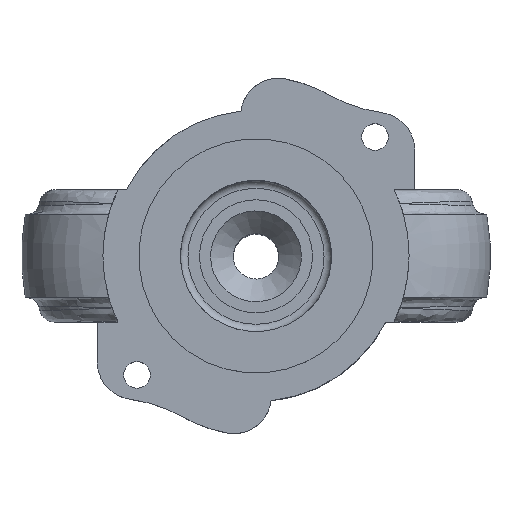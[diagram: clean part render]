
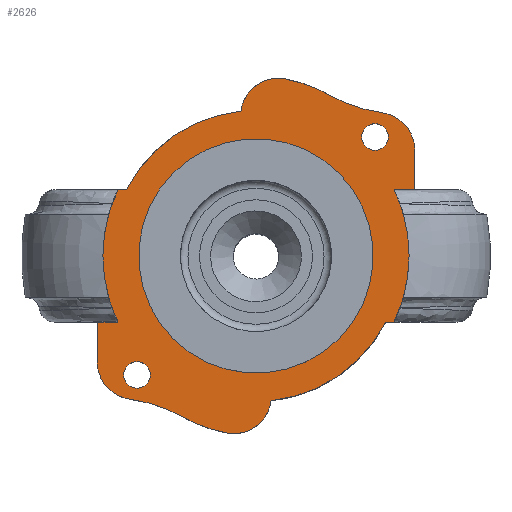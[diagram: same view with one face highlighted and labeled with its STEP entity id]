
A CAD part, top view. The second image highlights one B-rep face of the part: STEP entity #2626.
In plain terms, the highlighted planar face has unit normal (0, 0, 1).
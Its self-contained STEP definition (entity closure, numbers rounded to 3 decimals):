
#217=FACE_BOUND('',#527,.T.);
#218=FACE_BOUND('',#528,.T.);
#219=FACE_BOUND('',#529,.T.);
#251=PLANE('',#2907);
#367=FACE_OUTER_BOUND('',#526,.T.);
#526=EDGE_LOOP('',(#2126,#2127,#2128,#2129,#2130,#2131,#2132,#2133,#2134,
#2135,#2136,#2137,#2138,#2139,#2140,#2141,#2142,#2143,#2144,#2145,#2146,
#2147));
#527=EDGE_LOOP('',(#2148));
#528=EDGE_LOOP('',(#2149,#2150));
#529=EDGE_LOOP('',(#2151,#2152));
#609=LINE('',#5035,#699);
#616=LINE('',#5443,#706);
#622=LINE('',#5464,#712);
#627=LINE('',#5504,#717);
#635=LINE('',#5854,#725);
#636=LINE('',#5857,#726);
#637=LINE('',#5866,#727);
#638=LINE('',#5869,#728);
#699=VECTOR('',#3386,10.);
#706=VECTOR('',#3427,10.);
#712=VECTOR('',#3443,10.);
#717=VECTOR('',#3450,10.);
#725=VECTOR('',#3478,10.);
#726=VECTOR('',#3481,10.);
#727=VECTOR('',#3490,10.);
#728=VECTOR('',#3493,10.);
#752=CIRCLE('',#2688,15.5);
#813=CIRCLE('',#2778,1.75);
#814=CIRCLE('',#2779,1.75);
#816=CIRCLE('',#2782,1.75);
#817=CIRCLE('',#2783,1.75);
#857=CIRCLE('',#2848,19.247);
#865=CIRCLE('',#2857,19.247);
#881=CIRCLE('',#2879,20.25);
#886=CIRCLE('',#2886,20.25);
#890=CIRCLE('',#2898,22.);
#895=CIRCLE('',#2908,5.);
#896=CIRCLE('',#2909,20.);
#897=CIRCLE('',#2910,20.);
#898=CIRCLE('',#2911,5.);
#899=CIRCLE('',#2912,22.);
#900=CIRCLE('',#2913,5.);
#901=CIRCLE('',#2914,20.);
#902=CIRCLE('',#2915,20.);
#903=CIRCLE('',#2916,5.);
#924=VERTEX_POINT('',#3639);
#978=VERTEX_POINT('',#3795);
#979=VERTEX_POINT('',#3796);
#981=VERTEX_POINT('',#3803);
#982=VERTEX_POINT('',#3804);
#1046=VERTEX_POINT('',#4155);
#1047=VERTEX_POINT('',#4157);
#1067=VERTEX_POINT('',#4346);
#1068=VERTEX_POINT('',#4348);
#1104=VERTEX_POINT('',#5033);
#1111=VERTEX_POINT('',#5077);
#1120=VERTEX_POINT('',#5311);
#1121=VERTEX_POINT('',#5322);
#1129=VERTEX_POINT('',#5461);
#1130=VERTEX_POINT('',#5463);
#1135=VERTEX_POINT('',#5501);
#1136=VERTEX_POINT('',#5503);
#1140=VERTEX_POINT('',#5539);
#1149=VERTEX_POINT('',#5856);
#1150=VERTEX_POINT('',#5858);
#1151=VERTEX_POINT('',#5860);
#1152=VERTEX_POINT('',#5862);
#1153=VERTEX_POINT('',#5865);
#1154=VERTEX_POINT('',#5868);
#1155=VERTEX_POINT('',#5870);
#1156=VERTEX_POINT('',#5872);
#1157=VERTEX_POINT('',#5874);
#1182=EDGE_CURVE('',#924,#924,#752,.T.);
#1255=EDGE_CURVE('',#978,#979,#813,.T.);
#1256=EDGE_CURVE('',#979,#978,#814,.T.);
#1259=EDGE_CURVE('',#981,#982,#816,.T.);
#1260=EDGE_CURVE('',#982,#981,#817,.T.);
#1348=EDGE_CURVE('',#1046,#1047,#857,.T.);
#1373=EDGE_CURVE('',#1067,#1068,#865,.T.);
#1426=EDGE_CURVE('',#1104,#1067,#609,.T.);
#1436=EDGE_CURVE('',#1111,#1104,#881,.T.);
#1452=EDGE_CURVE('',#1120,#1121,#886,.T.);
#1463=EDGE_CURVE('',#1121,#1046,#616,.T.);
#1471=EDGE_CURVE('',#1130,#1129,#622,.T.);
#1478=EDGE_CURVE('',#1136,#1135,#627,.T.);
#1483=EDGE_CURVE('',#1130,#1140,#890,.T.);
#1499=EDGE_CURVE('',#1120,#1140,#635,.T.);
#1500=EDGE_CURVE('',#1129,#1149,#636,.T.);
#1501=EDGE_CURVE('',#1149,#1150,#895,.T.);
#1502=EDGE_CURVE('',#1150,#1151,#896,.T.);
#1503=EDGE_CURVE('',#1151,#1152,#897,.T.);
#1504=EDGE_CURVE('',#1152,#1068,#898,.T.);
#1505=EDGE_CURVE('',#1111,#1153,#637,.T.);
#1506=EDGE_CURVE('',#1136,#1153,#899,.T.);
#1507=EDGE_CURVE('',#1135,#1154,#638,.T.);
#1508=EDGE_CURVE('',#1154,#1155,#900,.T.);
#1509=EDGE_CURVE('',#1155,#1156,#901,.T.);
#1510=EDGE_CURVE('',#1156,#1157,#902,.T.);
#1511=EDGE_CURVE('',#1157,#1047,#903,.T.);
#2126=ORIENTED_EDGE('',*,*,#1483,.F.);
#2127=ORIENTED_EDGE('',*,*,#1471,.T.);
#2128=ORIENTED_EDGE('',*,*,#1500,.T.);
#2129=ORIENTED_EDGE('',*,*,#1501,.T.);
#2130=ORIENTED_EDGE('',*,*,#1502,.T.);
#2131=ORIENTED_EDGE('',*,*,#1503,.T.);
#2132=ORIENTED_EDGE('',*,*,#1504,.T.);
#2133=ORIENTED_EDGE('',*,*,#1373,.F.);
#2134=ORIENTED_EDGE('',*,*,#1426,.F.);
#2135=ORIENTED_EDGE('',*,*,#1436,.F.);
#2136=ORIENTED_EDGE('',*,*,#1505,.T.);
#2137=ORIENTED_EDGE('',*,*,#1506,.F.);
#2138=ORIENTED_EDGE('',*,*,#1478,.T.);
#2139=ORIENTED_EDGE('',*,*,#1507,.T.);
#2140=ORIENTED_EDGE('',*,*,#1508,.T.);
#2141=ORIENTED_EDGE('',*,*,#1509,.T.);
#2142=ORIENTED_EDGE('',*,*,#1510,.T.);
#2143=ORIENTED_EDGE('',*,*,#1511,.T.);
#2144=ORIENTED_EDGE('',*,*,#1348,.F.);
#2145=ORIENTED_EDGE('',*,*,#1463,.F.);
#2146=ORIENTED_EDGE('',*,*,#1452,.F.);
#2147=ORIENTED_EDGE('',*,*,#1499,.T.);
#2148=ORIENTED_EDGE('',*,*,#1182,.T.);
#2149=ORIENTED_EDGE('',*,*,#1255,.T.);
#2150=ORIENTED_EDGE('',*,*,#1256,.T.);
#2151=ORIENTED_EDGE('',*,*,#1259,.T.);
#2152=ORIENTED_EDGE('',*,*,#1260,.T.);
#2626=ADVANCED_FACE('',(#367,#217,#218,#219),#251,.F.);
#2688=AXIS2_PLACEMENT_3D('',#3640,#2977,#2978);
#2778=AXIS2_PLACEMENT_3D('',#3797,#3169,#3170);
#2779=AXIS2_PLACEMENT_3D('',#3798,#3171,#3172);
#2782=AXIS2_PLACEMENT_3D('',#3805,#3178,#3179);
#2783=AXIS2_PLACEMENT_3D('',#3806,#3180,#3181);
#2848=AXIS2_PLACEMENT_3D('',#4158,#3323,#3324);
#2857=AXIS2_PLACEMENT_3D('',#4349,#3345,#3346);
#2879=AXIS2_PLACEMENT_3D('',#5088,#3399,#3400);
#2886=AXIS2_PLACEMENT_3D('',#5323,#3415,#3416);
#2898=AXIS2_PLACEMENT_3D('',#5540,#3455,#3456);
#2907=AXIS2_PLACEMENT_3D('',#5855,#3479,#3480);
#2908=AXIS2_PLACEMENT_3D('',#5859,#3482,#3483);
#2909=AXIS2_PLACEMENT_3D('',#5861,#3484,#3485);
#2910=AXIS2_PLACEMENT_3D('',#5863,#3486,#3487);
#2911=AXIS2_PLACEMENT_3D('',#5864,#3488,#3489);
#2912=AXIS2_PLACEMENT_3D('',#5867,#3491,#3492);
#2913=AXIS2_PLACEMENT_3D('',#5871,#3494,#3495);
#2914=AXIS2_PLACEMENT_3D('',#5873,#3496,#3497);
#2915=AXIS2_PLACEMENT_3D('',#5875,#3498,#3499);
#2916=AXIS2_PLACEMENT_3D('',#5876,#3500,#3501);
#2977=DIRECTION('center_axis',(0.,0.,-1.));
#2978=DIRECTION('ref_axis',(-0.09,0.996,0.));
#3169=DIRECTION('center_axis',(0.,0.,-1.));
#3170=DIRECTION('ref_axis',(1.,0.,0.));
#3171=DIRECTION('center_axis',(0.,0.,-1.));
#3172=DIRECTION('ref_axis',(1.,0.,0.));
#3178=DIRECTION('center_axis',(0.,0.,-1.));
#3179=DIRECTION('ref_axis',(1.,0.,0.));
#3180=DIRECTION('center_axis',(0.,0.,-1.));
#3181=DIRECTION('ref_axis',(1.,0.,0.));
#3323=DIRECTION('center_axis',(0.,0.,-1.));
#3324=DIRECTION('ref_axis',(-1.,0.,0.));
#3345=DIRECTION('center_axis',(0.,0.,-1.));
#3346=DIRECTION('ref_axis',(-1.,0.,0.));
#3386=DIRECTION('',(1.,0.,0.));
#3399=DIRECTION('center_axis',(0.,0.,-1.));
#3400=DIRECTION('ref_axis',(-1.,0.,0.));
#3415=DIRECTION('center_axis',(0.,0.,-1.));
#3416=DIRECTION('ref_axis',(-1.,0.,0.));
#3427=DIRECTION('',(-1.,0.,0.));
#3443=DIRECTION('',(1.,0.,0.));
#3450=DIRECTION('',(-1.,0.,0.));
#3455=DIRECTION('center_axis',(0.,0.,-1.));
#3456=DIRECTION('ref_axis',(0.988,0.152,0.));
#3478=DIRECTION('',(1.,0.,0.));
#3479=DIRECTION('center_axis',(0.,0.,-1.));
#3480=DIRECTION('ref_axis',(-1.,0.,0.));
#3481=DIRECTION('',(0.,1.,0.));
#3482=DIRECTION('center_axis',(0.,0.,1.));
#3483=DIRECTION('ref_axis',(1.,0.,0.));
#3484=DIRECTION('center_axis',(0.,0.,-1.));
#3485=DIRECTION('ref_axis',(0.486,0.874,0.));
#3486=DIRECTION('center_axis',(0.,0.,1.));
#3487=DIRECTION('ref_axis',(-0.25,-0.968,0.));
#3488=DIRECTION('center_axis',(0.,0.,1.));
#3489=DIRECTION('ref_axis',(0.197,0.98,0.));
#3490=DIRECTION('',(-1.,0.,0.));
#3491=DIRECTION('center_axis',(0.,0.,-1.));
#3492=DIRECTION('ref_axis',(-0.988,-0.152,0.));
#3493=DIRECTION('',(0.,-1.,0.));
#3494=DIRECTION('center_axis',(0.,0.,1.));
#3495=DIRECTION('ref_axis',(-1.,0.,0.));
#3496=DIRECTION('center_axis',(0.,0.,-1.));
#3497=DIRECTION('ref_axis',(-0.486,-0.874,0.));
#3498=DIRECTION('center_axis',(0.,0.,1.));
#3499=DIRECTION('ref_axis',(0.25,0.968,0.));
#3500=DIRECTION('center_axis',(0.,0.,1.));
#3501=DIRECTION('ref_axis',(-0.197,-0.98,0.));
#3639=CARTESIAN_POINT('',(1.401,-15.437,-1.628));
#3640=CARTESIAN_POINT('Origin',(0.,0.,-1.628));
#3795=CARTESIAN_POINT('',(17.483,15.733,-1.628));
#3796=CARTESIAN_POINT('',(13.983,15.733,-1.628));
#3797=CARTESIAN_POINT('Origin',(15.733,15.733,-1.628));
#3798=CARTESIAN_POINT('Origin',(15.733,15.733,-1.628));
#3803=CARTESIAN_POINT('',(-13.983,-15.733,-1.628));
#3804=CARTESIAN_POINT('',(-17.483,-15.733,-1.628));
#3805=CARTESIAN_POINT('Origin',(-15.733,-15.733,-1.628));
#3806=CARTESIAN_POINT('Origin',(-15.733,-15.733,-1.628));
#4155=CARTESIAN_POINT('',(17.143,-8.75,-1.628));
#4157=CARTESIAN_POINT('',(2.,-19.143,-1.628));
#4158=CARTESIAN_POINT('Origin',(0.,0.,-1.628));
#4346=CARTESIAN_POINT('',(-17.143,8.75,-1.628));
#4348=CARTESIAN_POINT('',(-2.,19.143,-1.628));
#4349=CARTESIAN_POINT('Origin',(0.,0.,-1.628));
#5033=CARTESIAN_POINT('',(-18.262,8.75,-1.628));
#5035=CARTESIAN_POINT('',(-18.846,8.75,-1.628));
#5077=CARTESIAN_POINT('',(-20.217,1.15,-1.628));
#5088=CARTESIAN_POINT('Origin',(0.,0.,-1.628));
#5311=CARTESIAN_POINT('',(20.217,-1.15,-1.628));
#5322=CARTESIAN_POINT('',(18.262,-8.75,-1.628));
#5323=CARTESIAN_POINT('Origin',(0.,0.,-1.628));
#5443=CARTESIAN_POINT('',(-18.846,-8.75,-1.628));
#5461=CARTESIAN_POINT('',(21.,8.75,-1.628));
#5463=CARTESIAN_POINT('',(20.185,8.75,-1.628));
#5464=CARTESIAN_POINT('',(-18.846,8.75,-1.628));
#5501=CARTESIAN_POINT('',(-21.,-8.75,-1.628));
#5503=CARTESIAN_POINT('',(-20.185,-8.75,-1.628));
#5504=CARTESIAN_POINT('',(-18.846,-8.75,-1.628));
#5539=CARTESIAN_POINT('',(21.97,-1.15,-1.628));
#5540=CARTESIAN_POINT('Origin',(0.,0.,-1.628));
#5854=CARTESIAN_POINT('',(0.,-1.15,-1.628));
#5855=CARTESIAN_POINT('Origin',(0.,0.,-1.628));
#5856=CARTESIAN_POINT('',(21.,13.984,-1.628));
#5857=CARTESIAN_POINT('',(21.,0.,-1.628));
#5858=CARTESIAN_POINT('',(16.691,18.936,-1.628));
#5859=CARTESIAN_POINT('Origin',(16.,13.984,-1.628));
#5860=CARTESIAN_POINT('',(9.728,21.27,-1.628));
#5861=CARTESIAN_POINT('Origin',(19.455,38.744,-1.628));
#5862=CARTESIAN_POINT('',(3.945,23.402,-1.628));
#5863=CARTESIAN_POINT('Origin',(0.,3.795,-1.628));
#5864=CARTESIAN_POINT('Origin',(2.959,18.5,-1.628));
#5865=CARTESIAN_POINT('',(-21.97,1.15,-1.628));
#5866=CARTESIAN_POINT('',(0.,1.15,-1.628));
#5867=CARTESIAN_POINT('Origin',(0.,0.,-1.628));
#5868=CARTESIAN_POINT('',(-21.,-13.984,-1.628));
#5869=CARTESIAN_POINT('',(-21.,0.,-1.628));
#5870=CARTESIAN_POINT('',(-16.691,-18.936,-1.628));
#5871=CARTESIAN_POINT('Origin',(-16.,-13.984,-1.628));
#5872=CARTESIAN_POINT('',(-9.728,-21.27,-1.628));
#5873=CARTESIAN_POINT('Origin',(-19.455,-38.744,-1.628));
#5874=CARTESIAN_POINT('',(-3.945,-23.402,-1.628));
#5875=CARTESIAN_POINT('Origin',(0.,-3.795,
-1.628));
#5876=CARTESIAN_POINT('Origin',(-2.959,-18.5,-1.628));
